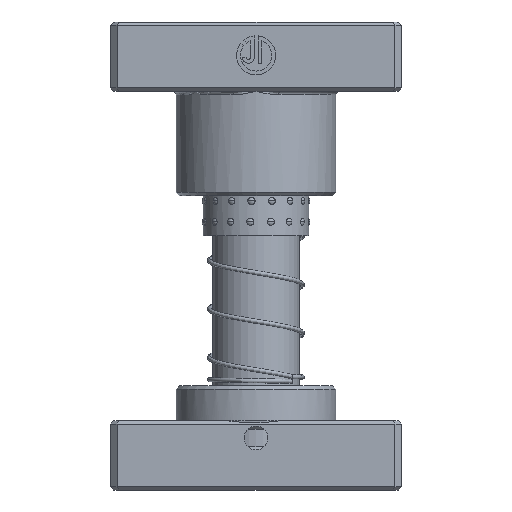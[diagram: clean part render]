
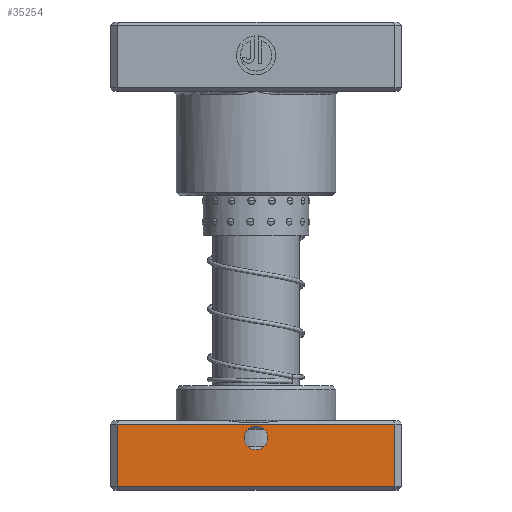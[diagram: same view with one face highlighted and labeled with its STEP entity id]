
A CAD part, front view. The second image highlights one B-rep face of the part: STEP entity #35254.
In plain terms, the highlighted planar face has unit normal (0, -1, 0).
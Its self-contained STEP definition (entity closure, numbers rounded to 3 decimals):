
#412 = LINE ( 'NONE', #9981, #40813 ) ;
#533 = EDGE_CURVE ( 'NONE', #11412, #10666, #412, .T. ) ;
#1055 = CARTESIAN_POINT ( 'NONE',  ( -40., -24., 1. ) ) ;
#1844 = DIRECTION ( 'NONE',  ( 0., 0., -1. ) ) ;
#2713 = DIRECTION ( 'NONE',  ( 0., 0., -1. ) ) ;
#2953 = VECTOR ( 'NONE', #40849, 1000. ) ;
#3630 = ORIENTED_EDGE ( 'NONE', *, *, #29814, .T. ) ;
#5000 = CARTESIAN_POINT ( 'NONE',  ( 40., -24., 19. ) ) ;
#6986 = CARTESIAN_POINT ( 'NONE',  ( -40., -24., 20. ) ) ;
#7231 = CARTESIAN_POINT ( 'NONE',  ( 0., -24., 18.4 ) ) ;
#7392 = DIRECTION ( 'NONE',  ( 0., 1., 0. ) ) ;
#9147 = AXIS2_PLACEMENT_3D ( 'NONE', #6986, #7392, #29718 ) ;
#9445 = DIRECTION ( 'NONE',  ( 0., -1., 0. ) ) ;
#9981 = CARTESIAN_POINT ( 'NONE',  ( -40., -24., 1. ) ) ;
#10472 = ORIENTED_EDGE ( 'NONE', *, *, #533, .T. ) ;
#10666 = VERTEX_POINT ( 'NONE', #19308 ) ;
#11121 = VERTEX_POINT ( 'NONE', #15084 ) ;
#11389 = LINE ( 'NONE', #31220, #2953 ) ;
#11412 = VERTEX_POINT ( 'NONE', #1055 ) ;
#12751 = AXIS2_PLACEMENT_3D ( 'NONE', #28569, #9445, #31762 ) ;
#12842 = EDGE_CURVE ( 'NONE', #27184, #11121, #39197, .T. ) ;
#13521 = CARTESIAN_POINT ( 'NONE',  ( -40., -24., 19. ) ) ;
#14357 = LINE ( 'NONE', #34204, #30342 ) ;
#15084 = CARTESIAN_POINT ( 'NONE',  ( 0., -24., 11.6 ) ) ;
#16361 = ORIENTED_EDGE ( 'NONE', *, *, #26934, .F. ) ;
#16970 = ORIENTED_EDGE ( 'NONE', *, *, #41191, .T. ) ;
#17380 = EDGE_LOOP ( 'NONE', ( #3630, #10472, #26729, #16970 ) ) ;
#17677 = FACE_OUTER_BOUND ( 'NONE', #17380, .T. ) ;
#18441 = AXIS2_PLACEMENT_3D ( 'NONE', #40049, #20870, #1844 ) ;
#19308 = CARTESIAN_POINT ( 'NONE',  ( 40., -24., 1. ) ) ;
#19390 = LINE ( 'NONE', #23451, #26922 ) ;
#20870 = DIRECTION ( 'NONE',  ( 0., -1., 0. ) ) ;
#20905 = VERTEX_POINT ( 'NONE', #13521 ) ;
#22952 = EDGE_CURVE ( 'NONE', #32767, #10666, #11389, .T. ) ;
#23258 = PLANE ( 'NONE',  #9147 ) ;
#23451 = CARTESIAN_POINT ( 'NONE',  ( -40., -24., 19. ) ) ;
#23460 = ORIENTED_EDGE ( 'NONE', *, *, #12842, .F. ) ;
#26729 = ORIENTED_EDGE ( 'NONE', *, *, #22952, .F. ) ;
#26922 = VECTOR ( 'NONE', #33092, 1000. ) ;
#26934 = EDGE_CURVE ( 'NONE', #11121, #27184, #35446, .T. ) ;
#27184 = VERTEX_POINT ( 'NONE', #7231 ) ;
#28569 = CARTESIAN_POINT ( 'NONE',  ( 0., -24., 15. ) ) ;
#29718 = DIRECTION ( 'NONE',  ( 0., 0., 1. ) ) ;
#29814 = EDGE_CURVE ( 'NONE', #20905, #11412, #14357, .T. ) ;
#30342 = VECTOR ( 'NONE', #2713, 1000. ) ;
#30681 = EDGE_LOOP ( 'NONE', ( #16361, #23460 ) ) ;
#31220 = CARTESIAN_POINT ( 'NONE',  ( 40., -24., 20. ) ) ;
#31762 = DIRECTION ( 'NONE',  ( 0., 0., -1. ) ) ;
#32438 = DIRECTION ( 'NONE',  ( 1., 0., 0. ) ) ;
#32767 = VERTEX_POINT ( 'NONE', #5000 ) ;
#33092 = DIRECTION ( 'NONE',  ( -1., 0., 0. ) ) ;
#34204 = CARTESIAN_POINT ( 'NONE',  ( -40., -24., 20. ) ) ;
#34683 = FACE_BOUND ( 'NONE', #30681, .T. ) ;
#35254 = ADVANCED_FACE ( 'NONE', ( #34683, #17677 ), #23258, .F. ) ;
#35446 = CIRCLE ( 'NONE', #12751, 3.4 ) ;
#39197 = CIRCLE ( 'NONE', #18441, 3.4 ) ;
#40049 = CARTESIAN_POINT ( 'NONE',  ( 0., -24., 15. ) ) ;
#40813 = VECTOR ( 'NONE', #32438, 1000. ) ;
#40849 = DIRECTION ( 'NONE',  ( 0., 0., -1. ) ) ;
#41191 = EDGE_CURVE ( 'NONE', #32767, #20905, #19390, .T. ) ;
